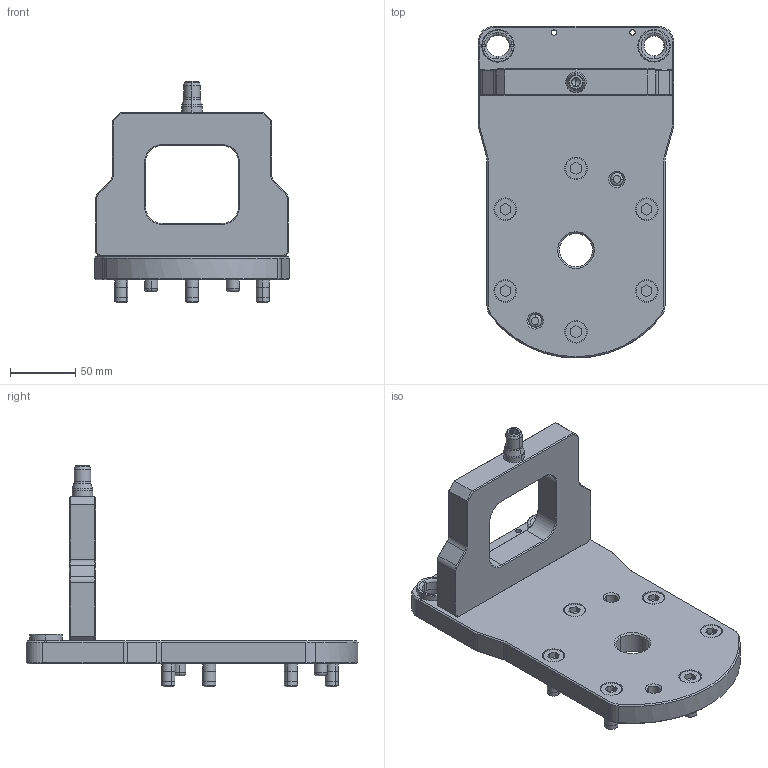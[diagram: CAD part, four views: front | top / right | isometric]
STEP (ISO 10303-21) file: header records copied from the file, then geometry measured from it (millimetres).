
FILE_DESCRIPTION (( 'STEP AP214' ), '1' );
FILE_NAME ('ATI-9120-TSM-HBQ-9224.STEP', '2020-06-14T23:23:09', ( '' ), ( '' ), 'SwSTEP 2.0', 'SolidWorks 2019', '' );
FILE_SCHEMA (( 'AUTOMOTIVE_DESIGN' ));
Length unit declared in the file: inch
Products named in the file (1): ATI-9120-TSM-HBQ-9224
Bounding box: 149.86 x 254 x 169.76 mm (x, y, z)
Volume: 813054.5 mm3; surface area: 131306.7 mm2
Topology: 1 solids, 1 shells, 495 faces, 1138 edges, 708 vertices
Faces by surface type: plane 242, cylinder 153, cone 74, torus 26
Entity records: 14129 total; most frequent: DIRECTION 2555, CARTESIAN_POINT 2528, ORIENTED_EDGE 2272, EDGE_CURVE 1136, AXIS2_PLACEMENT_3D 947, VERTEX_POINT 708, VECTOR 661, LINE 661
